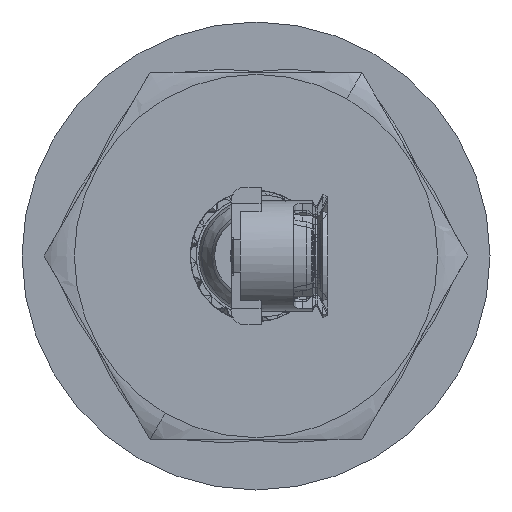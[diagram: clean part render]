
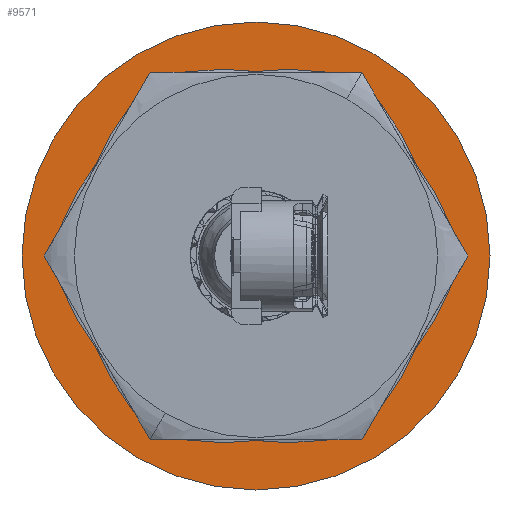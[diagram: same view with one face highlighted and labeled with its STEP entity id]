
A CAD part, left-side view. The second image highlights one B-rep face of the part: STEP entity #9571.
In plain terms, the highlighted planar face has unit normal (-1, 0, 0).
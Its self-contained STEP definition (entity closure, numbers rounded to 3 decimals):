
#71 = DIRECTION ( 'NONE',  ( 1., 0., 0. ) ) ;
#900 = CARTESIAN_POINT ( 'NONE',  ( 0., 0., 0. ) ) ;
#1204 = DIRECTION ( 'NONE',  ( 0., 0., -1. ) ) ;
#1573 = AXIS2_PLACEMENT_3D ( 'NONE', #17304, #17009, #38723 ) ;
#2937 = VERTEX_POINT ( 'NONE', #5957 ) ;
#3298 = EDGE_CURVE ( 'NONE', #48157, #2937, #33013, .T. ) ;
#5957 = CARTESIAN_POINT ( 'NONE',  ( 0., 0., 4. ) ) ;
#8775 = EDGE_LOOP ( 'NONE', ( #32257, #24022 ) ) ;
#8874 = PLANE ( 'NONE',  #10516 ) ;
#9571 = ADVANCED_FACE ( 'NONE', ( #17435, #43436 ), #8874, .F. ) ;
#10516 = AXIS2_PLACEMENT_3D ( 'NONE', #17998, #71, #1204 ) ;
#11230 = DIRECTION ( 'NONE',  ( 1., 0., 0. ) ) ;
#13656 = EDGE_LOOP ( 'NONE', ( #35333, #23252 ) ) ;
#14954 = CARTESIAN_POINT ( 'NONE',  ( 0., 0., 0. ) ) ;
#15210 = AXIS2_PLACEMENT_3D ( 'NONE', #52616, #39438, #26578 ) ;
#15794 = DIRECTION ( 'NONE',  ( 0., 0., -1. ) ) ;
#16211 = EDGE_CURVE ( 'NONE', #20228, #38983, #36219, .T. ) ;
#17009 = DIRECTION ( 'NONE',  ( 1., 0., 0. ) ) ;
#17304 = CARTESIAN_POINT ( 'NONE',  ( 0., 0., 0. ) ) ;
#17435 = FACE_OUTER_BOUND ( 'NONE', #8775, .T. ) ;
#17998 = CARTESIAN_POINT ( 'NONE',  ( 0., 0., 0. ) ) ;
#20228 = VERTEX_POINT ( 'NONE', #29969 ) ;
#23252 = ORIENTED_EDGE ( 'NONE', *, *, #3298, .T. ) ;
#24022 = ORIENTED_EDGE ( 'NONE', *, *, #16211, .F. ) ;
#26258 = DIRECTION ( 'NONE',  ( 0., 0., -1. ) ) ;
#26578 = DIRECTION ( 'NONE',  ( 0., 0., -1. ) ) ;
#28403 = CARTESIAN_POINT ( 'NONE',  ( 0., 0., 5.1 ) ) ;
#29969 = CARTESIAN_POINT ( 'NONE',  ( 0., 0., -5.1 ) ) ;
#31182 = AXIS2_PLACEMENT_3D ( 'NONE', #14954, #11230, #15794 ) ;
#32257 = ORIENTED_EDGE ( 'NONE', *, *, #45150, .F. ) ;
#33013 = CIRCLE ( 'NONE', #31182, 4. ) ;
#35333 = ORIENTED_EDGE ( 'NONE', *, *, #38491, .T. ) ;
#35705 = DIRECTION ( 'NONE',  ( 1., 0., 0. ) ) ;
#36204 = CIRCLE ( 'NONE', #1573, 4. ) ;
#36219 = CIRCLE ( 'NONE', #15210, 5.1 ) ;
#36614 = CARTESIAN_POINT ( 'NONE',  ( 0., 0., -4. ) ) ;
#38491 = EDGE_CURVE ( 'NONE', #2937, #48157, #36204, .T. ) ;
#38723 = DIRECTION ( 'NONE',  ( 0., 0., -1. ) ) ;
#38983 = VERTEX_POINT ( 'NONE', #28403 ) ;
#39438 = DIRECTION ( 'NONE',  ( 1., 0., 0. ) ) ;
#40041 = AXIS2_PLACEMENT_3D ( 'NONE', #900, #35705, #26258 ) ;
#43436 = FACE_BOUND ( 'NONE', #13656, .T. ) ;
#43741 = CIRCLE ( 'NONE', #40041, 5.1 ) ;
#45150 = EDGE_CURVE ( 'NONE', #38983, #20228, #43741, .T. ) ;
#48157 = VERTEX_POINT ( 'NONE', #36614 ) ;
#52616 = CARTESIAN_POINT ( 'NONE',  ( 0., 0., 0. ) ) ;
